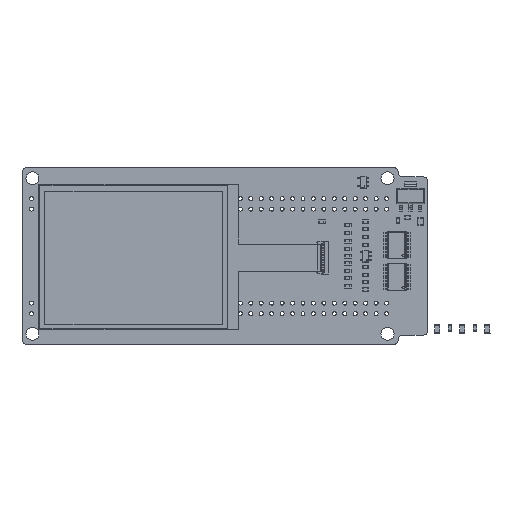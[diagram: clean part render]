
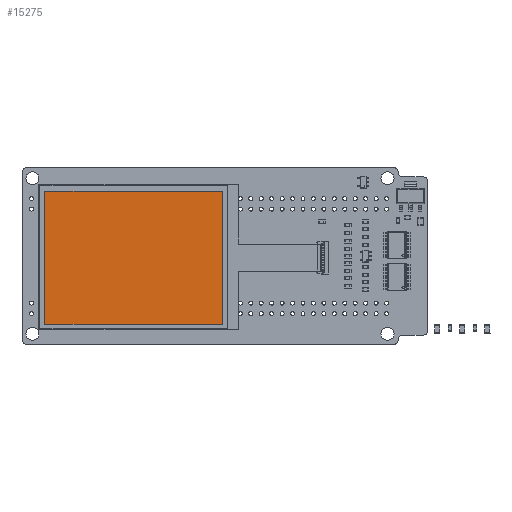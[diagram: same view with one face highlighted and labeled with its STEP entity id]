
A CAD part, top view. The second image highlights one B-rep face of the part: STEP entity #15275.
In plain terms, the highlighted planar face has unit normal (0, 0, 1).
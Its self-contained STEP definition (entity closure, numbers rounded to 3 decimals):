
#15185 = VERTEX_POINT('',#15186);
#15186 = CARTESIAN_POINT('',(21.6,-16.2,0.93));
#15192 = EDGE_CURVE('',#15185,#15193,#15195,.T.);
#15193 = VERTEX_POINT('',#15194);
#15194 = CARTESIAN_POINT('',(-21.6,-16.2,0.93));
#15195 = LINE('',#15196,#15197);
#15196 = CARTESIAN_POINT('',(-21.6,-16.2,0.93));
#15197 = VECTOR('',#15198,1.);
#15198 = DIRECTION('',(-1.,0.,0.));
#15216 = VERTEX_POINT('',#15217);
#15217 = CARTESIAN_POINT('',(21.6,16.2,0.93));
#15223 = EDGE_CURVE('',#15216,#15185,#15224,.T.);
#15224 = LINE('',#15225,#15226);
#15225 = CARTESIAN_POINT('',(21.6,-16.2,0.93));
#15226 = VECTOR('',#15227,1.);
#15227 = DIRECTION('',(0.,-1.,0.));
#15240 = VERTEX_POINT('',#15241);
#15241 = CARTESIAN_POINT('',(-21.6,16.2,0.93));
#15247 = EDGE_CURVE('',#15240,#15216,#15248,.T.);
#15248 = LINE('',#15249,#15250);
#15249 = CARTESIAN_POINT('',(21.6,16.2,0.93));
#15250 = VECTOR('',#15251,1.);
#15251 = DIRECTION('',(1.,0.,0.));
#15264 = EDGE_CURVE('',#15193,#15240,#15265,.T.);
#15265 = LINE('',#15266,#15267);
#15266 = CARTESIAN_POINT('',(-21.6,16.2,0.93));
#15267 = VECTOR('',#15268,1.);
#15268 = DIRECTION('',(0.,1.,0.));
#15275 = ADVANCED_FACE('',(#15276),#15282,.T.);
#15276 = FACE_BOUND('',#15277,.T.);
#15277 = EDGE_LOOP('',(#15278,#15279,#15280,#15281));
#15278 = ORIENTED_EDGE('',*,*,#15247,.F.);
#15279 = ORIENTED_EDGE('',*,*,#15264,.F.);
#15280 = ORIENTED_EDGE('',*,*,#15192,.F.);
#15281 = ORIENTED_EDGE('',*,*,#15223,.F.);
#15282 = PLANE('',#15283);
#15283 = AXIS2_PLACEMENT_3D('',#15284,#15285,#15286);
#15284 = CARTESIAN_POINT('',(0.,0.,
    0.93));
#15285 = DIRECTION('',(0.,0.,1.));
#15286 = DIRECTION('',(1.,0.,0.));
